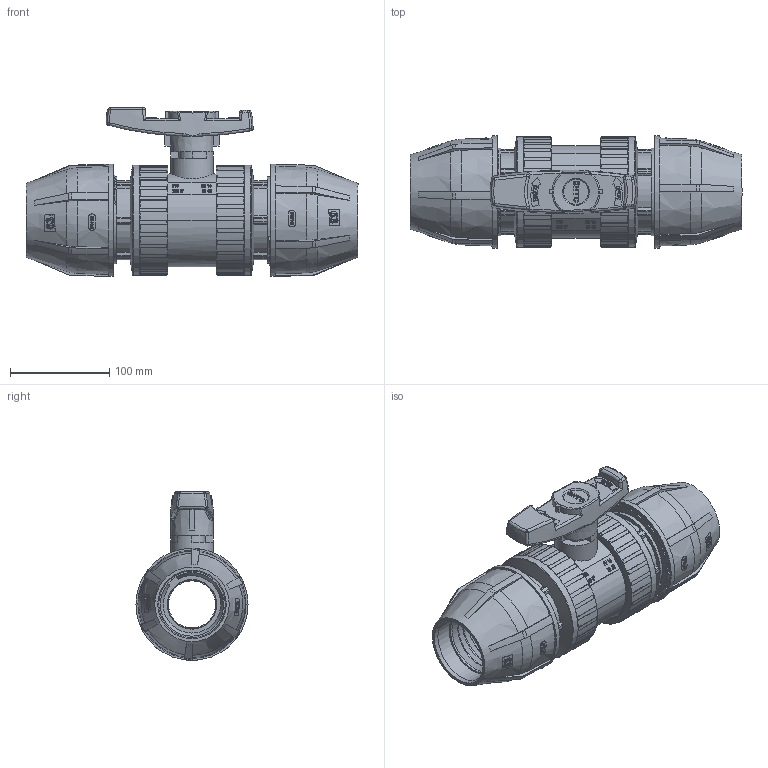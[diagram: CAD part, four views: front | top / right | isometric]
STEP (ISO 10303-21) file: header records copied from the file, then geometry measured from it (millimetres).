
FILE_DESCRIPTION(/* description */ (''),/* implementation_level */ '2;1');
FILE_NAME(/* name */ 'AK0915.000.063.step',/* time_stamp */ '2026-04-02T10:14:37+02:00',/* author */ (''),/* organization */ (''),/* preprocessor_version */ 'ST-DEVELOPER v20.1',/* originating_system */ 'Autodesk Translation Framework v14.24.0.0',/* authorisation */ '');
FILE_SCHEMA (('AUTOMOTIVE_DESIGN { 1 0 10303 214 3 1 1 }'));
Products named in the file (4): 2025-12-30-08-12-34-560; 2026-03-27-08-13-10-734; 2026-04-02-10-05-05-959; 2026-04-02-10-05-05-959_1
Assembly tree (4 placements, depth 4):
  2025-12-30-08-12-34-560
    2026-03-27-08-13-10-734  x2
      2026-04-02-10-05-05-959
        2026-04-02-10-05-05-959_1
Bounding box: 334.72 x 113 x 170.2 mm (x, y, z)
Volume: 1598302.1 mm3; surface area: 554989.1 mm2
Topology: 24 solids, 24 shells, 2406 faces, 6470 edges, 4257 vertices
Faces by surface type: plane 922, bspline 775, cylinder 455, cone 171, torus 70, sphere 13
Full cylindrical faces by diameter (mm): 2.869 x1, 3.825 x1, 21.239 x4, 26.236 x3, 27.485 x1, 28.735 x2, 31.233 x1, 42.647 x1, 47.475 x1, 48.724 x2, 49.973 x2, 50 x2, 52 x2, 56.47 x3, 57.469 x1, 58.719 x3, 63.216 x3, 63.716 x1, 64.285 x2, 67.082 x2, 69 x2, 69.338 x1, 70.138 x3, 74.21 x3, 75 x2, 76.834 x1, 77.114 x4, 81.207 x1, 82.456 x4, 82.956 x1
Entity records: 88070 total; most frequent: CARTESIAN_POINT 50030, ORIENTED_EDGE 8718, DIRECTION 6522, EDGE_CURVE 4359, VERTEX_POINT 2874, AXIS2_PLACEMENT_3D 2251, LINE 2020, VECTOR 2020
